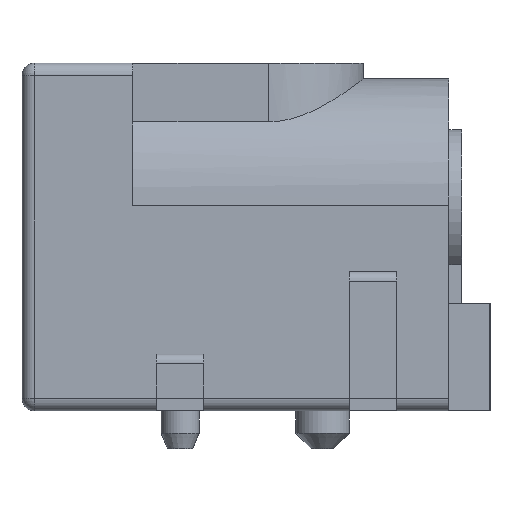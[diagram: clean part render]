
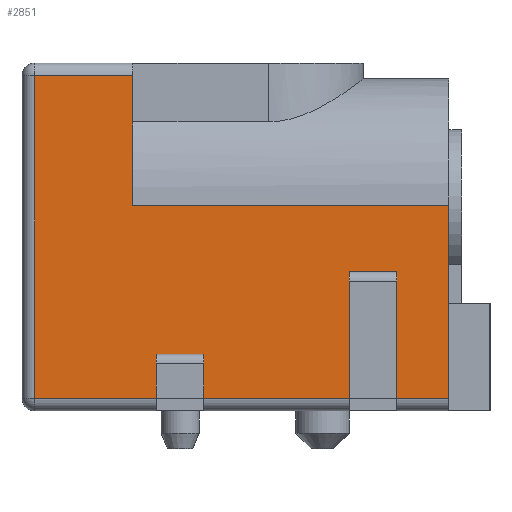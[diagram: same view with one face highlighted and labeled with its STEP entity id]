
A CAD part, front view. The second image highlights one B-rep face of the part: STEP entity #2851.
In plain terms, the highlighted planar face has unit normal (0, -1, 0).
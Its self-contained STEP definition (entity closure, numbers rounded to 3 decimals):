
#2219=CARTESIAN_POINT('',(-9.1,-4.5,10.6));
#2220=VERTEX_POINT('',#2219);
#2254=CARTESIAN_POINT('',(-9.1,-4.5,0.4));
#2255=VERTEX_POINT('',#2254);
#2491=CARTESIAN_POINT('',(4.0,-4.5,0.4));
#2492=VERTEX_POINT('',#2491);
#2500=CARTESIAN_POINT('',(4.0,-4.5,0.4));
#2501=DIRECTION('',(-1.0,0.0,0.0));
#2502=VECTOR('',#2501,13.1);
#2503=LINE('',#2500,#2502);
#2504=EDGE_CURVE('',#2492,#2255,#2503,.T.);
#2529=CARTESIAN_POINT('',(-9.1,-4.5,0.4));
#2530=DIRECTION('',(0.0,0.0,1.0));
#2531=VECTOR('',#2530,10.2);
#2532=LINE('',#2529,#2531);
#2533=EDGE_CURVE('',#2255,#2220,#2532,.T.);
#2543=CARTESIAN_POINT('',(-6.,-4.5,10.6));
#2544=VERTEX_POINT('',#2543);
#2561=CARTESIAN_POINT('',(-9.1,-4.5,10.6));
#2562=DIRECTION('',(1.0,0.0,0.0));
#2563=VECTOR('',#2562,3.1);
#2564=LINE('',#2561,#2563);
#2565=EDGE_CURVE('',#2220,#2544,#2564,.T.);
#2693=CARTESIAN_POINT('',(-6.,-4.5,6.5));
#2694=VERTEX_POINT('',#2693);
#2695=CARTESIAN_POINT('',(-6.,-4.5,10.6));
#2696=DIRECTION('',(0.0,0.0,-1.0));
#2697=VECTOR('',#2696,4.1);
#2698=LINE('',#2695,#2697);
#2699=EDGE_CURVE('',#2544,#2694,#2698,.T.);
#2816=CARTESIAN_POINT('',(4.0,-4.5,6.5));
#2817=VERTEX_POINT('',#2816);
#2818=CARTESIAN_POINT('',(4.0,-4.5,6.5));
#2819=DIRECTION('',(-1.0,0.0,0.0));
#2820=VECTOR('',#2819,10.0);
#2821=LINE('',#2818,#2820);
#2822=EDGE_CURVE('',#2817,#2694,#2821,.T.);
#2833=CARTESIAN_POINT('',(4.0,-4.5,0.0));
#2834=DIRECTION('',(0.0,-1.0,0.0));
#2835=DIRECTION('',(0.0,0.0,-1.0));
#2836=AXIS2_PLACEMENT_3D('',#2833,#2834,#2835);
#2837=PLANE('',#2836);
#2838=ORIENTED_EDGE('',*,*,#2504,.F.);
#2839=CARTESIAN_POINT('',(4.0,-4.5,0.4));
#2840=DIRECTION('',(0.0,0.0,1.0));
#2841=VECTOR('',#2840,6.1);
#2842=LINE('',#2839,#2841);
#2843=EDGE_CURVE('',#2492,#2817,#2842,.T.);
#2844=ORIENTED_EDGE('',*,*,#2843,.T.);
#2845=ORIENTED_EDGE('',*,*,#2822,.T.);
#2846=ORIENTED_EDGE('',*,*,#2699,.F.);
#2847=ORIENTED_EDGE('',*,*,#2565,.F.);
#2848=ORIENTED_EDGE('',*,*,#2533,.F.);
#2849=EDGE_LOOP('',(#2838,#2844,#2845,#2846,#2847,#2848));
#2850=FACE_OUTER_BOUND('',#2849,.T.);
#2851=ADVANCED_FACE('',(#2850),#2837,.T.);
